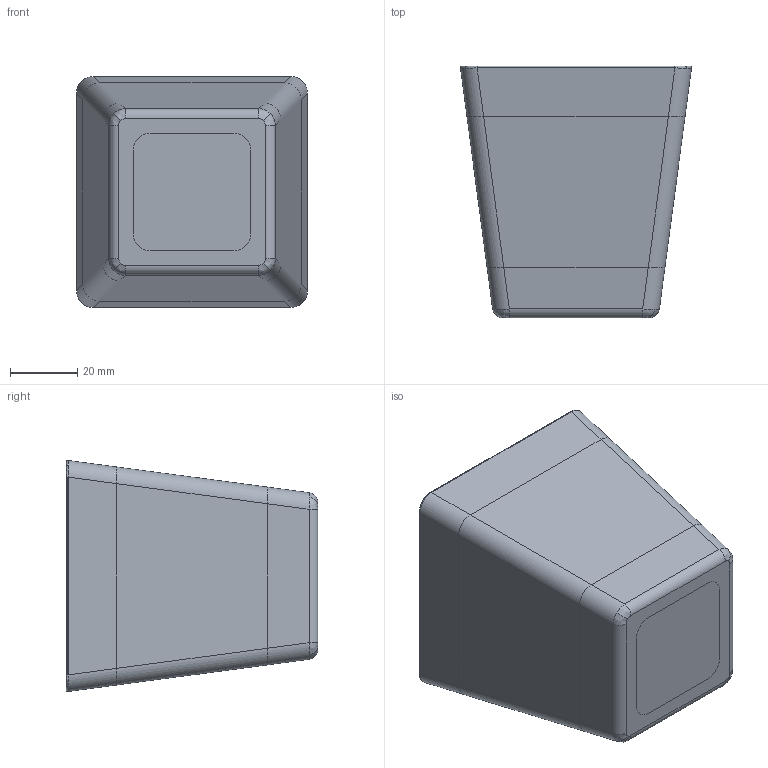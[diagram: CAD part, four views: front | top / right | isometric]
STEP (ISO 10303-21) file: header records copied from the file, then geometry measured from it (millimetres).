
FILE_DESCRIPTION (( 'STEP AP203' ), '1' );
FILE_NAME ('3in pot.STEP', '2025-01-22T01:59:18', ( '' ), ( '' ), 'SwSTEP 2.0', 'SolidWorks 2024', '' );
FILE_SCHEMA (( 'CONFIG_CONTROL_DESIGN' ));
Length unit declared in the file: millimetre
Products named in the file (1): 3in pot
Bounding box: 68.86 x 75 x 68.86 mm (x, y, z)
Volume: 37303.4 mm3; surface area: 40061.9 mm2
Topology: 4 solids, 4 shells, 125 faces, 316 edges, 200 vertices
Faces by surface type: cylinder 52, plane 41, bspline 32
Entity records: 4205 total; most frequent: CARTESIAN_POINT 1474, ORIENTED_EDGE 632, DIRECTION 480, EDGE_CURVE 316, VERTEX_POINT 200, AXIS2_PLACEMENT_3D 166, LINE 148, VECTOR 148
